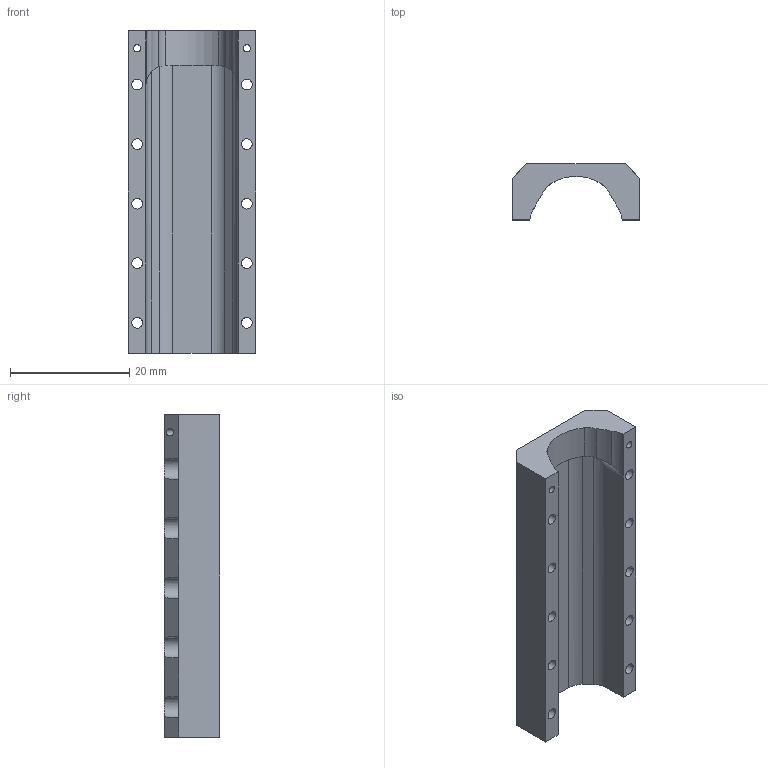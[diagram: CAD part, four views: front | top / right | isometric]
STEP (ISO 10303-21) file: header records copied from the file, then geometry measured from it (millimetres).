
FILE_DESCRIPTION(/* description */ ('NP2 FC SLIDE'),/* implementation_level */ '2;1');
FILE_NAME(/* name */ 'J010043 NP2 FC SLIDE Rev -.stp',/* time_stamp */ '2021-10-14T13:41:37-04:00',/* author */ ('arnoldj'),/* organization */ (''),/* preprocessor_version */ 'ST-DEVELOPER v18',/* originating_system */ 'Autodesk Inventor 2020',/* authorisation */ '');
FILE_SCHEMA (('AUTOMOTIVE_DESIGN { 1 0 10303 214 3 1 1 }'));
Length unit declared in the file: inch
Products named in the file (1): J010043
Bounding box: 21.36 x 9.39 x 54.13 mm (x, y, z)
Volume: 3961.5 mm3; surface area: 4552.3 mm2
Topology: 1 solids, 1 shells, 92 faces, 267 edges, 187 vertices
Faces by surface type: plane 55, cylinder 37
Full cylindrical faces by diameter (mm): 1.221 x2, 1.803 x10
Entity records: 3169 total; most frequent: CARTESIAN_POINT 607, DIRECTION 530, ORIENTED_EDGE 512, EDGE_CURVE 256, AXIS2_PLACEMENT_3D 189, VERTEX_POINT 166, LINE 152, VECTOR 152
